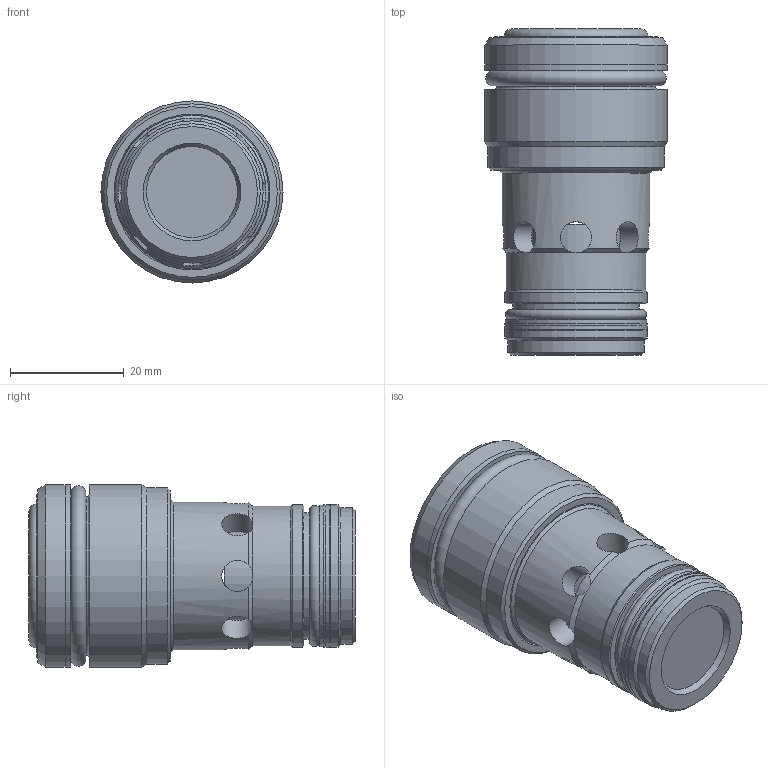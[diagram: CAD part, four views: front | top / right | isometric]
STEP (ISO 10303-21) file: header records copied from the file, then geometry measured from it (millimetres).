
FILE_DESCRIPTION(/* description */ (''),/* implementation_level */ '2;1');
FILE_NAME(/* name */ 'LC16DB...E-7XJ二通插装阀.prt.stp',/* time_stamp */ '2022-03-30T18:40:03+08:00',/* author */ (''),/* organization */ (''),/* preprocessor_version */ 'ST-DEVELOPER v16.7',/* originating_system */ 'SIEMENS PLM Software NX 12.0',/* authorisation */ '');
FILE_SCHEMA (('AUTOMOTIVE_DESIGN { 1 0 10303 214 3 1 1 1 }'));
Length unit declared in the file: millimetre
Products named in the file (1): LC16DB...E-7XJ二通插装阀
Bounding box: 32 x 57.35 x 32 mm (x, y, z)
Volume: 36457.6 mm3; surface area: 16300.8 mm2
Topology: 11 solids, 12 shells, 96 faces, 210 edges, 127 vertices
Faces by surface type: cylinder 38, plane 29, cone 23, torus 6
Full cylindrical faces by diameter (mm): 5.5 x8, 16 x1, 17.5 x1, 18 x1, 19.5 x1, 22.3 x3, 23 x1, 23.1 x2, 24 x1, 24.5 x1, 25 x4, 25.1 x1, 26 x1, 27 x5, 27.8 x1, 27.9 x1, 28.8 x1, 31 x1, 32 x3
Entity records: 3193 total; most frequent: CARTESIAN_POINT 1306, DIRECTION 382, ORIENTED_EDGE 268, AXIS2_PLACEMENT_3D 191, EDGE_LOOP 168, FACE_BOUND 158, EDGE_CURVE 134, VERTEX_POINT 115
